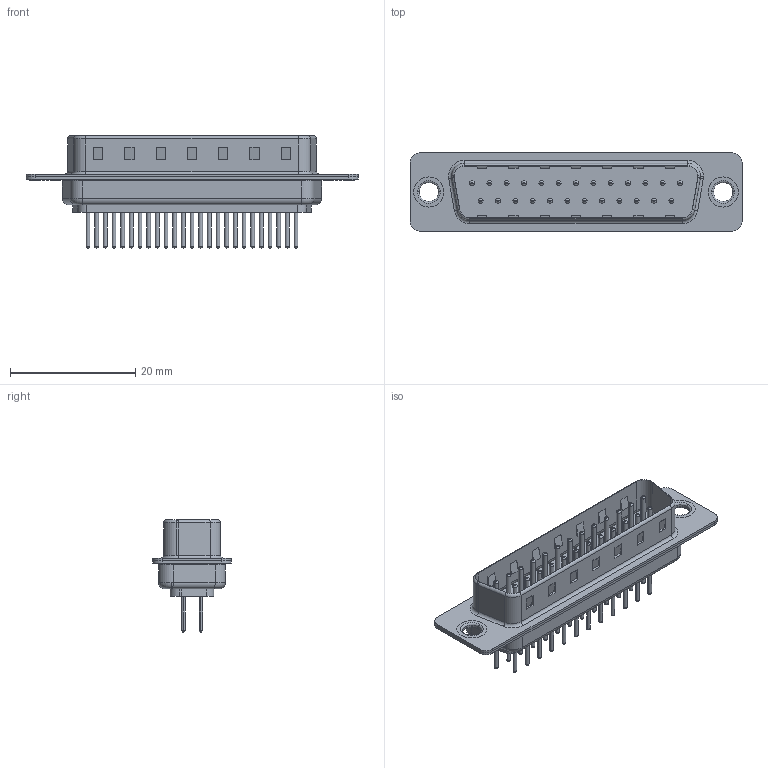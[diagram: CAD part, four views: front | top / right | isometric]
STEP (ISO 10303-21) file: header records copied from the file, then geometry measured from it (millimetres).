
FILE_DESCRIPTION (( 'STEP AP203' ), '1' );
FILE_NAME ('627-M25-620-LT1.STEP', '2020-07-17T08:19:19', ( '' ), ( '' ), 'SwSTEP 2.0', 'SolidWorks 2020', '' );
FILE_SCHEMA (( 'CONFIG_CONTROL_DESIGN' ));
Length unit declared in the file: millimetre
Products named in the file (7): 627M Contact Row 1_20; 627-M25-620-LT1; 627M Housing_25 Contacts; 627M Shell Front_25 Contacts; 627M Shell Rear_25 Contacts; 627M Thru Hole Rivet; 627M Contact Row 2_20
Assembly tree (30 placements, depth 2):
  627-M25-620-LT1
    627M Housing_25 Contacts
    627M Shell Front_25 Contacts
    627M Shell Rear_25 Contacts
    627M Contact Row 1_20  x13
    627M Contact Row 2_20  x12
    627M Thru Hole Rivet  x2
Bounding box: 53.05 x 12.5 x 17.9 mm (x, y, z)
Volume: 2641.1 mm3; surface area: 6697.8 mm2
Topology: 30 solids, 30 shells, 1275 faces, 2725 edges, 1646 vertices
Faces by surface type: cylinder 471, torus 458, plane 346
Entity records: 18829 total; most frequent: DIRECTION 3313, CARTESIAN_POINT 2968, ORIENTED_EDGE 2794, EDGE_CURVE 1397, AXIS2_PLACEMENT_3D 1310, VERTEX_POINT 886, EDGE_LOOP 745, VECTOR 693
